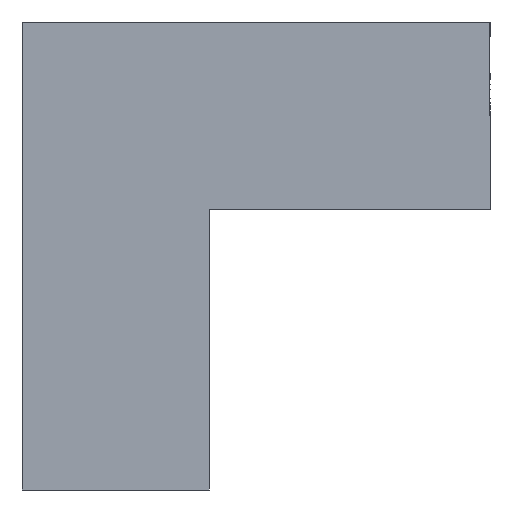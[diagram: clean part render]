
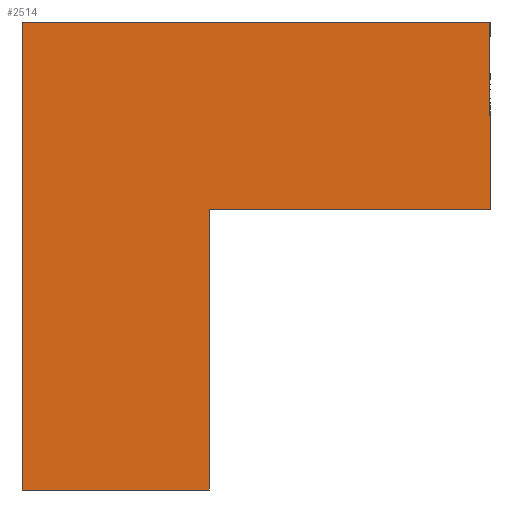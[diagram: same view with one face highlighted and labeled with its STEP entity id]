
A CAD part, front view. The second image highlights one B-rep face of the part: STEP entity #2514.
In plain terms, the highlighted planar face has unit normal (0, -1, 0).
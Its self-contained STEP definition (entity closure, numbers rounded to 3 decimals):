
#84 = VECTOR ( 'NONE', #516, 1000. ) ;
#267 = LINE ( 'NONE', #268, #1290 ) ;
#268 = CARTESIAN_POINT ( 'NONE',  ( 120., -21.5, 166.868 ) ) ;
#269 = DIRECTION ( 'NONE',  ( 0., 0., 1. ) ) ;
#271 = LINE ( 'NONE', #272, #1291 ) ;
#272 = CARTESIAN_POINT ( 'NONE',  ( -30., -21.5, 183.736 ) ) ;
#273 = DIRECTION ( 'NONE',  ( 0., 0., -1. ) ) ;
#274 = LINE ( 'NONE', #275, #1292 ) ;
#275 = CARTESIAN_POINT ( 'NONE',  ( -30., -21.5, 0. ) ) ;
#276 = DIRECTION ( 'NONE',  ( 1., 0., 0. ) ) ;
#445 = EDGE_CURVE ( 'NONE', #1698, #879, #739, .T. ) ;
#505 = LINE ( 'NONE', #506, #2501 ) ;
#506 = CARTESIAN_POINT ( 'NONE',  ( 30., -21.5, 90. ) ) ;
#507 = DIRECTION ( 'NONE',  ( 1., 0., 0. ) ) ;
#514 = LINE ( 'NONE', #515, #84 ) ;
#515 = CARTESIAN_POINT ( 'NONE',  ( -30., -21.5, 150. ) ) ;
#516 = DIRECTION ( 'NONE',  ( 1., 0., 0. ) ) ;
#739 = LINE ( 'NONE', #740, #1108 ) ;
#740 = CARTESIAN_POINT ( 'NONE',  ( 30., -21.5, 183.736 ) ) ;
#741 = DIRECTION ( 'NONE',  ( 0., 0., -1. ) ) ;
#751 = CARTESIAN_POINT ( 'NONE',  ( 30., -21.5, 0. ) ) ;
#752 = CARTESIAN_POINT ( 'NONE',  ( -30., -21.5, 0. ) ) ;
#879 = VERTEX_POINT ( 'NONE', #751 ) ;
#880 = VERTEX_POINT ( 'NONE', #752 ) ;
#1108 = VECTOR ( 'NONE', #741, 1000. ) ;
#1290 = VECTOR ( 'NONE', #269, 1000. ) ;
#1291 = VECTOR ( 'NONE', #273, 1000. ) ;
#1292 = VECTOR ( 'NONE', #276, 1000. ) ;
#1472 = AXIS2_PLACEMENT_3D ( 'NONE', #2386, #2387, #2388 ) ;
#1473 = FACE_OUTER_BOUND ( 'NONE', #1586, .T. ) ;
#1503 = EDGE_CURVE ( 'NONE', #1697, #1700, #267, .T. ) ;
#1504 = EDGE_CURVE ( 'NONE', #1699, #880, #271, .T. ) ;
#1505 = EDGE_CURVE ( 'NONE', #880, #879, #274, .T. ) ;
#1586 = EDGE_LOOP ( 'NONE', ( #1676, #1677, #1678, #1679, #1680, #1682 ) ) ;
#1676 = ORIENTED_EDGE ( 'NONE', *, *, #445, .F. ) ;
#1677 = ORIENTED_EDGE ( 'NONE', *, *, #2692, .T. ) ;
#1678 = ORIENTED_EDGE ( 'NONE', *, *, #1503, .T. ) ;
#1679 = ORIENTED_EDGE ( 'NONE', *, *, #2695, .F. ) ;
#1680 = ORIENTED_EDGE ( 'NONE', *, *, #1504, .T. ) ;
#1682 = ORIENTED_EDGE ( 'NONE', *, *, #1505, .T. ) ;
#1697 = VERTEX_POINT ( 'NONE', #2083 ) ;
#1698 = VERTEX_POINT ( 'NONE', #2084 ) ;
#1699 = VERTEX_POINT ( 'NONE', #2085 ) ;
#1700 = VERTEX_POINT ( 'NONE', #2086 ) ;
#2083 = CARTESIAN_POINT ( 'NONE',  ( 120., -21.5, 90. ) ) ;
#2084 = CARTESIAN_POINT ( 'NONE',  ( 30., -21.5, 90. ) ) ;
#2085 = CARTESIAN_POINT ( 'NONE',  ( -30., -21.5, 150. ) ) ;
#2086 = CARTESIAN_POINT ( 'NONE',  ( 120., -21.5, 150. ) ) ;
#2385 = PLANE ( 'NONE',  #1472 ) ;
#2386 = CARTESIAN_POINT ( 'NONE',  ( -30., -21.5, 183.736 ) ) ;
#2387 = DIRECTION ( 'NONE',  ( 0., 1., 0. ) ) ;
#2388 = DIRECTION ( 'NONE',  ( 0., 0., 1. ) ) ;
#2501 = VECTOR ( 'NONE', #507, 1000. ) ;
#2514 = ADVANCED_FACE ( 'NONE', ( #1473 ), #2385, .F. ) ;
#2692 = EDGE_CURVE ( 'NONE', #1698, #1697, #505, .T. ) ;
#2695 = EDGE_CURVE ( 'NONE', #1699, #1700, #514, .T. ) ;
